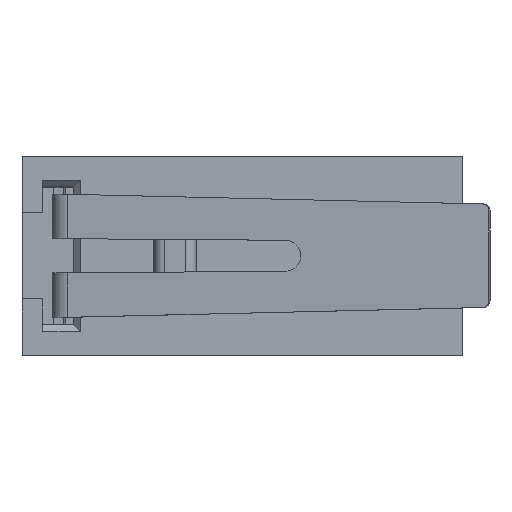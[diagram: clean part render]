
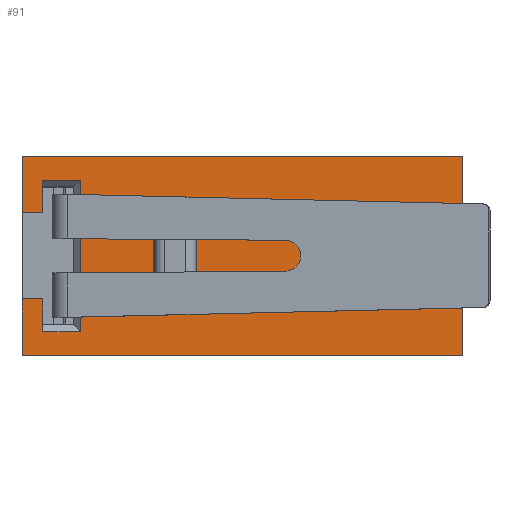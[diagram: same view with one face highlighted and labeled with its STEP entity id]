
A CAD part, top view. The second image highlights one B-rep face of the part: STEP entity #91.
In plain terms, the highlighted planar face has unit normal (0, 0, 1).
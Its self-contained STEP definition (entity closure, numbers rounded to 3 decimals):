
#91=ADVANCED_FACE('',(#368,#347),#4112,.T.);
#347=FACE_BOUND('',#626,.T.);
#368=FACE_OUTER_BOUND('',#625,.T.);
#625=EDGE_LOOP('',(#908,#909,#910,#911,#912,#913,#914,#915,#916,#917,#918,
#919));
#626=EDGE_LOOP('',(#920,#921,#922,#923));
#908=ORIENTED_EDGE('',*,*,#2262,.T.);
#909=ORIENTED_EDGE('',*,*,#2263,.T.);
#910=ORIENTED_EDGE('',*,*,#2264,.T.);
#911=ORIENTED_EDGE('',*,*,#2265,.T.);
#912=ORIENTED_EDGE('',*,*,#2266,.T.);
#913=ORIENTED_EDGE('',*,*,#2267,.T.);
#914=ORIENTED_EDGE('',*,*,#2268,.T.);
#915=ORIENTED_EDGE('',*,*,#2269,.T.);
#916=ORIENTED_EDGE('',*,*,#2270,.T.);
#917=ORIENTED_EDGE('',*,*,#2271,.T.);
#918=ORIENTED_EDGE('',*,*,#2272,.T.);
#919=ORIENTED_EDGE('',*,*,#2273,.T.);
#920=ORIENTED_EDGE('',*,*,#2277,.T.);
#921=ORIENTED_EDGE('',*,*,#2274,.T.);
#922=ORIENTED_EDGE('',*,*,#2275,.T.);
#923=ORIENTED_EDGE('',*,*,#2276,.T.);
#2262=EDGE_CURVE('',#3616,#3617,#3029,.T.);
#2263=EDGE_CURVE('',#3617,#3618,#3030,.T.);
#2264=EDGE_CURVE('',#3618,#3619,#3031,.T.);
#2265=EDGE_CURVE('',#3619,#3620,#3032,.T.);
#2266=EDGE_CURVE('',#3620,#3621,#3033,.T.);
#2267=EDGE_CURVE('',#3621,#3622,#3034,.T.);
#2268=EDGE_CURVE('',#3622,#3623,#3035,.T.);
#2269=EDGE_CURVE('',#3623,#3624,#3036,.T.);
#2270=EDGE_CURVE('',#3624,#3625,#3037,.T.);
#2271=EDGE_CURVE('',#3625,#3626,#3038,.T.);
#2272=EDGE_CURVE('',#3626,#3627,#3039,.T.);
#2273=EDGE_CURVE('',#3627,#3616,#3040,.T.);
#2274=EDGE_CURVE('',#3628,#3629,#3041,.T.);
#2275=EDGE_CURVE('',#3629,#3630,#3042,.T.);
#2276=EDGE_CURVE('',#3630,#3631,#3043,.T.);
#2277=EDGE_CURVE('',#3631,#3628,#3044,.T.);
#3029=B_SPLINE_CURVE_WITH_KNOTS('',1,(#5286,#5287),.UNSPECIFIED.,.F.,.F.,
(2,2),(0.,1.1),.UNSPECIFIED.);
#3030=B_SPLINE_CURVE_WITH_KNOTS('',1,(#5288,#5289),.UNSPECIFIED.,.F.,.F.,
(2,2),(0.,0.95),.UNSPECIFIED.);
#3031=B_SPLINE_CURVE_WITH_KNOTS('',1,(#5290,#5291),.UNSPECIFIED.,.F.,.F.,
(2,2),(0.,0.6),.UNSPECIFIED.);
#3032=B_SPLINE_CURVE_WITH_KNOTS('',1,(#5292,#5293),.UNSPECIFIED.,.F.,.F.,
(2,2),(0.,1.65),.UNSPECIFIED.);
#3033=B_SPLINE_CURVE_WITH_KNOTS('',1,(#5294,#5295),.UNSPECIFIED.,.F.,.F.,
(2,2),(0.,12.8),.UNSPECIFIED.);
#3034=B_SPLINE_CURVE_WITH_KNOTS('',1,(#5296,#5297),.UNSPECIFIED.,.F.,.F.,
(2,2),(0.,5.8),.UNSPECIFIED.);
#3035=B_SPLINE_CURVE_WITH_KNOTS('',1,(#5298,#5299),.UNSPECIFIED.,.F.,.F.,
(2,2),(0.,12.8),.UNSPECIFIED.);
#3036=B_SPLINE_CURVE_WITH_KNOTS('',1,(#5300,#5301),.UNSPECIFIED.,.F.,.F.,
(2,2),(0.,1.65),.UNSPECIFIED.);
#3037=B_SPLINE_CURVE_WITH_KNOTS('',1,(#5302,#5303),.UNSPECIFIED.,.F.,.F.,
(2,2),(0.,0.6),.UNSPECIFIED.);
#3038=B_SPLINE_CURVE_WITH_KNOTS('',1,(#5304,#5305),.UNSPECIFIED.,.F.,.F.,
(2,2),(0.,0.95),.UNSPECIFIED.);
#3039=B_SPLINE_CURVE_WITH_KNOTS('',1,(#5306,#5307),.UNSPECIFIED.,.F.,.F.,
(2,2),(0.,1.1),.UNSPECIFIED.);
#3040=B_SPLINE_CURVE_WITH_KNOTS('',1,(#5308,#5309),.UNSPECIFIED.,.F.,.F.,
(2,2),(0.,4.4),.UNSPECIFIED.);
#3041=B_SPLINE_CURVE_WITH_KNOTS('',1,(#5310,#5311),.UNSPECIFIED.,.F.,.F.,
(2,2),(0.,3.),.UNSPECIFIED.);
#3042=B_SPLINE_CURVE_WITH_KNOTS('',1,(#5312,#5313),.UNSPECIFIED.,.F.,.F.,
(2,2),(0.,1.25),.UNSPECIFIED.);
#3043=B_SPLINE_CURVE_WITH_KNOTS('',1,(#5314,#5315),.UNSPECIFIED.,.F.,.F.,
(2,2),(0.,3.),.UNSPECIFIED.);
#3044=B_SPLINE_CURVE_WITH_KNOTS('',1,(#5316,#5317),.UNSPECIFIED.,.F.,.F.,
(2,2),(0.,1.25),.UNSPECIFIED.);
#3616=VERTEX_POINT('',#5096);
#3617=VERTEX_POINT('',#5097);
#3618=VERTEX_POINT('',#5098);
#3619=VERTEX_POINT('',#5099);
#3620=VERTEX_POINT('',#5100);
#3621=VERTEX_POINT('',#5101);
#3622=VERTEX_POINT('',#5102);
#3623=VERTEX_POINT('',#5103);
#3624=VERTEX_POINT('',#5104);
#3625=VERTEX_POINT('',#5105);
#3626=VERTEX_POINT('',#5106);
#3627=VERTEX_POINT('',#5107);
#3628=VERTEX_POINT('',#5108);
#3629=VERTEX_POINT('',#5109);
#3630=VERTEX_POINT('',#5110);
#3631=VERTEX_POINT('',#5111);
#4112=PLANE('',#4327);
#4327=AXIS2_PLACEMENT_3D('',#4723,#4525,$);
#4525=DIRECTION('',(0.,0.,1.));
#4723=CARTESIAN_POINT('',(-7.74,-3.54,6.5));
#5096=CARTESIAN_POINT('',(-4.7,-2.2,6.5));
#5097=CARTESIAN_POINT('',(-5.8,-2.2,6.5));
#5098=CARTESIAN_POINT('',(-5.8,-1.25,6.5));
#5099=CARTESIAN_POINT('',(-6.4,-1.25,6.5));
#5100=CARTESIAN_POINT('',(-6.4,-2.9,6.5));
#5101=CARTESIAN_POINT('',(6.4,-2.9,6.5));
#5102=CARTESIAN_POINT('',(6.4,2.9,6.5));
#5103=CARTESIAN_POINT('',(-6.4,2.9,6.5));
#5104=CARTESIAN_POINT('',(-6.4,1.25,6.5));
#5105=CARTESIAN_POINT('',(-5.8,1.25,6.5));
#5106=CARTESIAN_POINT('',(-5.8,2.2,6.5));
#5107=CARTESIAN_POINT('',(-4.7,2.2,6.5));
#5108=CARTESIAN_POINT('',(-2.575,-1.5,6.5));
#5109=CARTESIAN_POINT('',(-2.575,1.5,6.5));
#5110=CARTESIAN_POINT('',(-1.325,1.5,6.5));
#5111=CARTESIAN_POINT('',(-1.325,-1.5,6.5));
#5286=CARTESIAN_POINT('',(-4.7,-2.2,6.5));
#5287=CARTESIAN_POINT('',(-5.8,-2.2,6.5));
#5288=CARTESIAN_POINT('',(-5.8,-2.2,6.5));
#5289=CARTESIAN_POINT('',(-5.8,-1.25,6.5));
#5290=CARTESIAN_POINT('',(-5.8,-1.25,6.5));
#5291=CARTESIAN_POINT('',(-6.4,-1.25,6.5));
#5292=CARTESIAN_POINT('',(-6.4,-1.25,6.5));
#5293=CARTESIAN_POINT('',(-6.4,-2.9,6.5));
#5294=CARTESIAN_POINT('',(-6.4,-2.9,6.5));
#5295=CARTESIAN_POINT('',(6.4,-2.9,6.5));
#5296=CARTESIAN_POINT('',(6.4,-2.9,6.5));
#5297=CARTESIAN_POINT('',(6.4,2.9,6.5));
#5298=CARTESIAN_POINT('',(6.4,2.9,6.5));
#5299=CARTESIAN_POINT('',(-6.4,2.9,6.5));
#5300=CARTESIAN_POINT('',(-6.4,2.9,6.5));
#5301=CARTESIAN_POINT('',(-6.4,1.25,6.5));
#5302=CARTESIAN_POINT('',(-6.4,1.25,6.5));
#5303=CARTESIAN_POINT('',(-5.8,1.25,6.5));
#5304=CARTESIAN_POINT('',(-5.8,1.25,6.5));
#5305=CARTESIAN_POINT('',(-5.8,2.2,6.5));
#5306=CARTESIAN_POINT('',(-5.8,2.2,6.5));
#5307=CARTESIAN_POINT('',(-4.7,2.2,6.5));
#5308=CARTESIAN_POINT('',(-4.7,2.2,6.5));
#5309=CARTESIAN_POINT('',(-4.7,-2.2,6.5));
#5310=CARTESIAN_POINT('',(-2.575,-1.5,6.5));
#5311=CARTESIAN_POINT('',(-2.575,1.5,6.5));
#5312=CARTESIAN_POINT('',(-2.575,1.5,6.5));
#5313=CARTESIAN_POINT('',(-1.325,1.5,6.5));
#5314=CARTESIAN_POINT('',(-1.325,1.5,6.5));
#5315=CARTESIAN_POINT('',(-1.325,-1.5,6.5));
#5316=CARTESIAN_POINT('',(-1.325,-1.5,6.5));
#5317=CARTESIAN_POINT('',(-2.575,-1.5,6.5));
